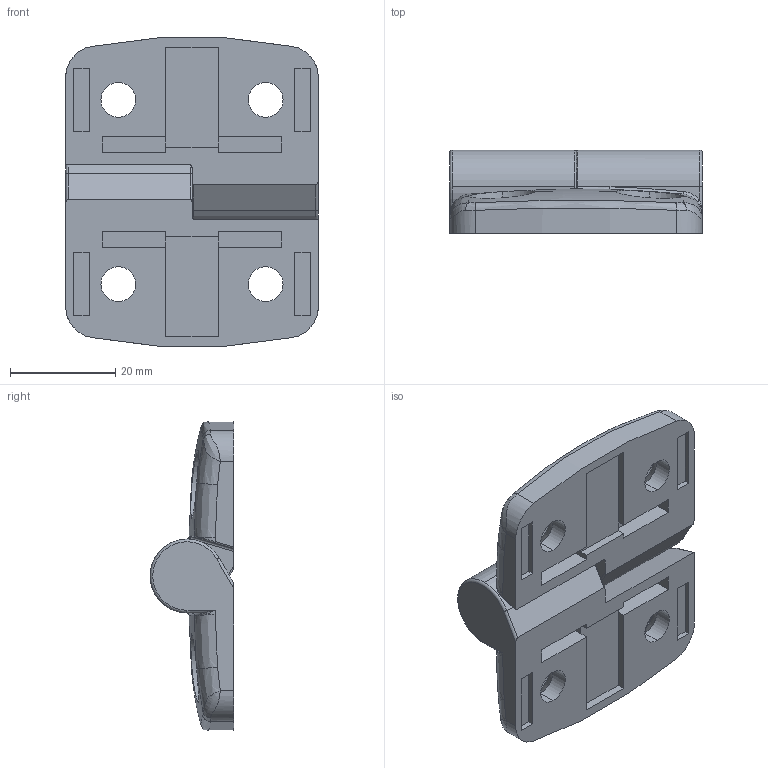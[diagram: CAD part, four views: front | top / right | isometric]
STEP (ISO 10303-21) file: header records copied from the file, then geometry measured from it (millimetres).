
FILE_DESCRIPTION (( 'STEP AP214' ), '1' );
FILE_NAME ('095k3030L00.STEP', '2014-08-13T10:17:59', ( '' ), ( '' ), 'SwSTEP 2.0', 'SolidWorks 2014', '' );
FILE_SCHEMA (( 'AUTOMOTIVE_DESIGN' ));
Length unit declared in the file: millimetre
Products named in the file (3): 095k30L00_095 k 30 L00; 095k3030L00; 095k-01_6-41
Assembly tree (3 placements, depth 2):
  095k3030L00
    095k30L00_095 k 30 L00  x2
    095k-01_6-41
Bounding box: 48 x 15.9 x 58.6 mm (x, y, z)
Volume: 20542.9 mm3; surface area: 10744.8 mm2
Topology: 3 solids, 3 shells, 180 faces, 444 edges, 270 vertices
Faces by surface type: plane 70, cylinder 50, bspline 38, cone 12, torus 10
Entity records: 3887 total; most frequent: CARTESIAN_POINT 1648, ORIENTED_EDGE 464, DIRECTION 404, EDGE_CURVE 232, AXIS2_PLACEMENT_3D 146, VERTEX_POINT 143, VECTOR 112, LINE 112
